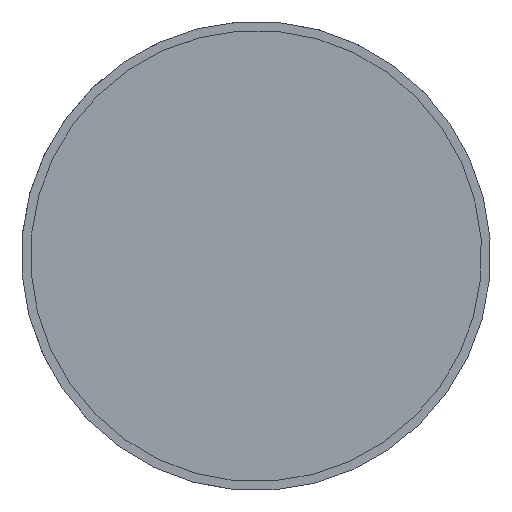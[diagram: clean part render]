
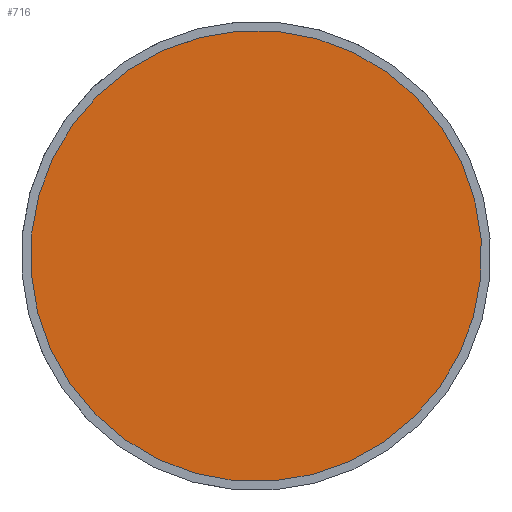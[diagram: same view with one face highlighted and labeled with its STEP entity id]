
A CAD part, front view. The second image highlights one B-rep face of the part: STEP entity #716.
In plain terms, the highlighted planar face has unit normal (0.001, -1, 0).
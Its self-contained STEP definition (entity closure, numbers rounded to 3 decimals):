
#50=PLANE('',#819);
#148=FACE_OUTER_BOUND('',#199,.T.);
#199=EDGE_LOOP('',(#529));
#264=CIRCLE('',#818,12.5);
#313=VERTEX_POINT('',#1180);
#388=EDGE_CURVE('',#313,#313,#264,.T.);
#529=ORIENTED_EDGE('',*,*,#388,.T.);
#716=ADVANCED_FACE('',(#148),#50,.T.);
#818=AXIS2_PLACEMENT_3D('',#1181,#979,#980);
#819=AXIS2_PLACEMENT_3D('',#1183,#982,#983);
#979=DIRECTION('center_axis',(0.001,-1.,0.));
#980=DIRECTION('ref_axis',(-0.813,-0.001,0.582));
#982=DIRECTION('center_axis',(0.001,-1.,0.));
#983=DIRECTION('ref_axis',(0.582,0.,0.813));
#1180=CARTESIAN_POINT('',(10.188,52.981,-7.285));
#1181=CARTESIAN_POINT('Origin',(0.025,52.972,-0.008));
#1183=CARTESIAN_POINT('Origin',(0.025,52.972,-0.008));
